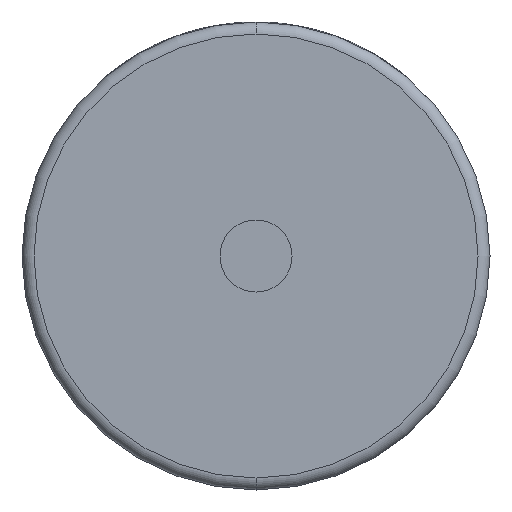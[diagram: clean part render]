
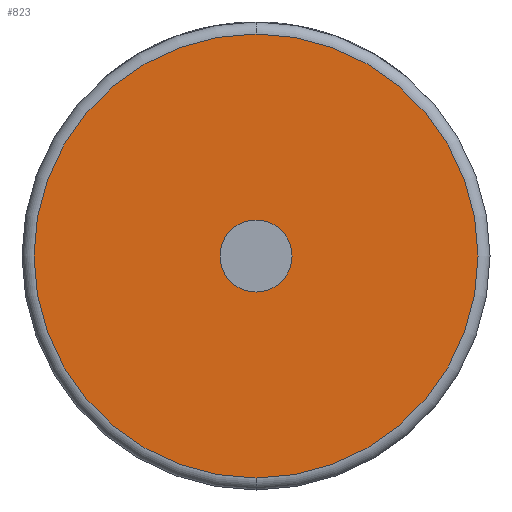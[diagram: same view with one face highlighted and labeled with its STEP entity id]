
A CAD part, front view. The second image highlights one B-rep face of the part: STEP entity #823.
In plain terms, the highlighted planar face has unit normal (0, -1, 0).
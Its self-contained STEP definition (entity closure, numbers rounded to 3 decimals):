
#50 = CARTESIAN_POINT ( 'NONE',  ( 0., 0., 0. ) ) ;
#60 = FACE_BOUND ( 'NONE', #3688, .T. ) ;
#150 = VERTEX_POINT ( 'NONE', #2047 ) ;
#255 = ORIENTED_EDGE ( 'NONE', *, *, #683, .T. ) ;
#580 = VERTEX_POINT ( 'NONE', #2293 ) ;
#670 = ORIENTED_EDGE ( 'NONE', *, *, #2780, .T. ) ;
#683 = EDGE_CURVE ( 'NONE', #2358, #1556, #3073, .T. ) ;
#823 = ADVANCED_FACE ( 'NONE', ( #1697, #60 ), #1488, .F. ) ;
#848 = DIRECTION ( 'NONE',  ( 0., 0., 1. ) ) ;
#895 = ORIENTED_EDGE ( 'NONE', *, *, #1888, .F. ) ;
#1135 = DIRECTION ( 'NONE',  ( 0., 1., 0. ) ) ;
#1145 = CARTESIAN_POINT ( 'NONE',  ( 0., 0., 0. ) ) ;
#1184 = CIRCLE ( 'NONE', #4602, 6. ) ;
#1488 = PLANE ( 'NONE',  #3852 ) ;
#1556 = VERTEX_POINT ( 'NONE', #3007 ) ;
#1697 = FACE_OUTER_BOUND ( 'NONE', #4368, .T. ) ;
#1801 = DIRECTION ( 'NONE',  ( 0., 0., 1. ) ) ;
#1888 = EDGE_CURVE ( 'NONE', #150, #580, #1184, .T. ) ;
#2004 = ORIENTED_EDGE ( 'NONE', *, *, #2742, .F. ) ;
#2021 = DIRECTION ( 'NONE',  ( 0., -1., 0. ) ) ;
#2041 = CIRCLE ( 'NONE', #3054, 37. ) ;
#2047 = CARTESIAN_POINT ( 'NONE',  ( 0., 0., -6. ) ) ;
#2196 = DIRECTION ( 'NONE',  ( 0., -1., 0. ) ) ;
#2258 = DIRECTION ( 'NONE',  ( 0., -1., 0. ) ) ;
#2293 = CARTESIAN_POINT ( 'NONE',  ( 0., 0., 6. ) ) ;
#2358 = VERTEX_POINT ( 'NONE', #2516 ) ;
#2441 = DIRECTION ( 'NONE',  ( 0., -1., 0. ) ) ;
#2516 = CARTESIAN_POINT ( 'NONE',  ( 0., 0., -37. ) ) ;
#2742 = EDGE_CURVE ( 'NONE', #580, #150, #3017, .T. ) ;
#2780 = EDGE_CURVE ( 'NONE', #1556, #2358, #2041, .T. ) ;
#2817 = DIRECTION ( 'NONE',  ( 0., 0., 1. ) ) ;
#2819 = DIRECTION ( 'NONE',  ( 0., 0., 1. ) ) ;
#2927 = CARTESIAN_POINT ( 'NONE',  ( 0., 0., 0. ) ) ;
#3007 = CARTESIAN_POINT ( 'NONE',  ( 0., 0., 37. ) ) ;
#3017 = CIRCLE ( 'NONE', #3983, 6. ) ;
#3054 = AXIS2_PLACEMENT_3D ( 'NONE', #1145, #2258, #848 ) ;
#3073 = CIRCLE ( 'NONE', #4274, 37. ) ;
#3688 = EDGE_LOOP ( 'NONE', ( #2004, #895 ) ) ;
#3852 = AXIS2_PLACEMENT_3D ( 'NONE', #2927, #1135, #1801 ) ;
#3861 = CARTESIAN_POINT ( 'NONE',  ( 0., 0., 0. ) ) ;
#3983 = AXIS2_PLACEMENT_3D ( 'NONE', #50, #2196, #2817 ) ;
#4171 = CARTESIAN_POINT ( 'NONE',  ( 0., 0., 0. ) ) ;
#4274 = AXIS2_PLACEMENT_3D ( 'NONE', #4171, #2021, #4549 ) ;
#4368 = EDGE_LOOP ( 'NONE', ( #670, #255 ) ) ;
#4549 = DIRECTION ( 'NONE',  ( 0., 0., 1. ) ) ;
#4602 = AXIS2_PLACEMENT_3D ( 'NONE', #3861, #2441, #2819 ) ;
